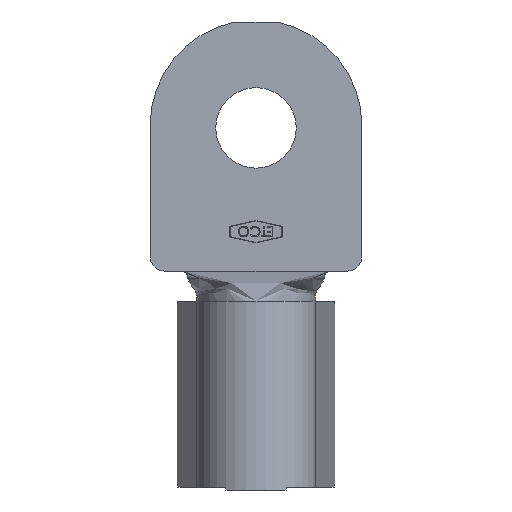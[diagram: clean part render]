
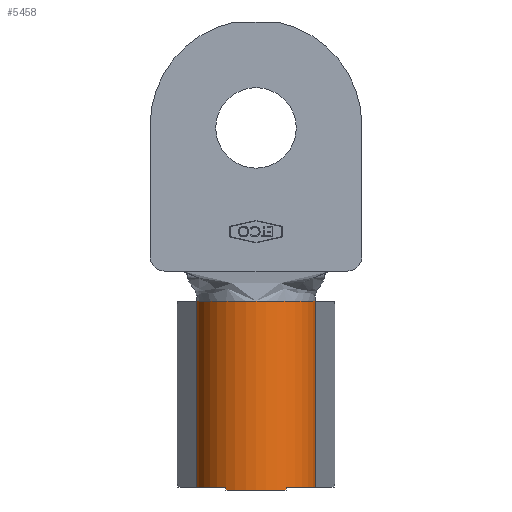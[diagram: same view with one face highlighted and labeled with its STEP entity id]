
A CAD part, front view. The second image highlights one B-rep face of the part: STEP entity #5458.
In plain terms, the highlighted cylindrical face has radius 5.334 mm (diameter 10.668 mm), a partial arc.
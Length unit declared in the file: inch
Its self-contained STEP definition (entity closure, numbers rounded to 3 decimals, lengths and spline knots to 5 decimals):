
#19 = EDGE_CURVE ( 'NONE', #4727, #838, #203, .T. ) ;
#21 = DIRECTION ( 'NONE',  ( 0., 0., 1. ) ) ;
#114 = CIRCLE ( 'NONE', #5031, 0.21 ) ;
#203 = CIRCLE ( 'NONE', #347, 0.21 ) ;
#256 = DIRECTION ( 'NONE',  ( 0., 0., 1. ) ) ;
#294 = DIRECTION ( 'NONE',  ( 0., 0., -1. ) ) ;
#325 = ORIENTED_EDGE ( 'NONE', *, *, #19, .F. ) ;
#346 = CARTESIAN_POINT ( 'NONE',  ( -0.20686, -0.03617, 0. ) ) ;
#347 = AXIS2_PLACEMENT_3D ( 'NONE', #3330, #3270, #3237 ) ;
#447 = LINE ( 'NONE', #4806, #3150 ) ;
#459 = ORIENTED_EDGE ( 'NONE', *, *, #3730, .F. ) ;
#464 = ORIENTED_EDGE ( 'NONE', *, *, #2466, .T. ) ;
#486 = VERTEX_POINT ( 'NONE', #4023 ) ;
#499 = CARTESIAN_POINT ( 'NONE',  ( 0., 0., 0.65 ) ) ;
#811 = CIRCLE ( 'NONE', #4717, 0.21 ) ;
#838 = VERTEX_POINT ( 'NONE', #4669 ) ;
#913 = CARTESIAN_POINT ( 'NONE',  ( 0.20686, -0.03617, 0.65 ) ) ;
#1044 = DIRECTION ( 'NONE',  ( 1., 0., 0. ) ) ;
#1373 = CARTESIAN_POINT ( 'NONE',  ( 0.20686, -0.03617, 0.65 ) ) ;
#1995 = EDGE_CURVE ( 'NONE', #5587, #5752, #447, .T. ) ;
#2081 = DIRECTION ( 'NONE',  ( 0., 0., 1. ) ) ;
#2406 = LINE ( 'NONE', #1373, #6203 ) ;
#2466 = EDGE_CURVE ( 'NONE', #4727, #486, #6537, .T. ) ;
#2559 = CARTESIAN_POINT ( 'NONE',  ( -0.105, -0.18187, 0. ) ) ;
#2581 = VECTOR ( 'NONE', #2081, 39.37008 ) ;
#2806 = DIRECTION ( 'NONE',  ( -1., 0., 0. ) ) ;
#2835 = AXIS2_PLACEMENT_3D ( 'NONE', #2875, #5965, #2806 ) ;
#2875 = CARTESIAN_POINT ( 'NONE',  ( 0., 0., 0.65 ) ) ;
#3091 = ORIENTED_EDGE ( 'NONE', *, *, #4970, .T. ) ;
#3150 = VECTOR ( 'NONE', #5307, 39.37008 ) ;
#3237 = DIRECTION ( 'NONE',  ( -1., 0., 0. ) ) ;
#3270 = DIRECTION ( 'NONE',  ( 0., 0., -1. ) ) ;
#3272 = CARTESIAN_POINT ( 'NONE',  ( 0., 0., 0. ) ) ;
#3330 = CARTESIAN_POINT ( 'NONE',  ( 0., 0., -0.01 ) ) ;
#3412 = VECTOR ( 'NONE', #5124, 39.37008 ) ;
#3492 = CARTESIAN_POINT ( 'NONE',  ( 0., 0., 0. ) ) ;
#3572 = FACE_OUTER_BOUND ( 'NONE', #5678, .T. ) ;
#3582 = LINE ( 'NONE', #4599, #3412 ) ;
#3599 = ORIENTED_EDGE ( 'NONE', *, *, #1995, .T. ) ;
#3700 = ORIENTED_EDGE ( 'NONE', *, *, #4016, .T. ) ;
#3730 = EDGE_CURVE ( 'NONE', #4455, #5270, #2406, .T. ) ;
#3741 = ORIENTED_EDGE ( 'NONE', *, *, #5299, .F. ) ;
#3771 = ORIENTED_EDGE ( 'NONE', *, *, #4910, .F. ) ;
#3798 = DIRECTION ( 'NONE',  ( 1., 0., 0. ) ) ;
#4014 = DIRECTION ( 'NONE',  ( 1., 0., 0. ) ) ;
#4016 = EDGE_CURVE ( 'NONE', #5752, #5098, #811, .T. ) ;
#4023 = CARTESIAN_POINT ( 'NONE',  ( 0.105, -0.18187, 0. ) ) ;
#4191 = CARTESIAN_POINT ( 'NONE',  ( 0.20686, -0.03617, 0. ) ) ;
#4240 = DIRECTION ( 'NONE',  ( 0., 0., 1. ) ) ;
#4337 = CARTESIAN_POINT ( 'NONE',  ( 0.105, -0.18187, -0.01 ) ) ;
#4455 = VERTEX_POINT ( 'NONE', #913 ) ;
#4599 = CARTESIAN_POINT ( 'NONE',  ( -0.105, -0.18187, -0.01 ) ) ;
#4669 = CARTESIAN_POINT ( 'NONE',  ( -0.105, -0.18187, -0.01 ) ) ;
#4717 = AXIS2_PLACEMENT_3D ( 'NONE', #3492, #256, #4014 ) ;
#4727 = VERTEX_POINT ( 'NONE', #4337 ) ;
#4765 = CYLINDRICAL_SURFACE ( 'NONE', #2835, 0.21 ) ;
#4806 = CARTESIAN_POINT ( 'NONE',  ( -0.20686, -0.03617, 0.65 ) ) ;
#4910 = EDGE_CURVE ( 'NONE', #838, #5098, #3582, .T. ) ;
#4970 = EDGE_CURVE ( 'NONE', #486, #5270, #5836, .T. ) ;
#5031 = AXIS2_PLACEMENT_3D ( 'NONE', #499, #4240, #1044 ) ;
#5098 = VERTEX_POINT ( 'NONE', #2559 ) ;
#5124 = DIRECTION ( 'NONE',  ( 0., 0., 1. ) ) ;
#5270 = VERTEX_POINT ( 'NONE', #4191 ) ;
#5299 = EDGE_CURVE ( 'NONE', #5587, #4455, #114, .T. ) ;
#5307 = DIRECTION ( 'NONE',  ( 0., 0., -1. ) ) ;
#5458 = ADVANCED_FACE ( 'NONE', ( #3572 ), #4765, .T. ) ;
#5528 = CARTESIAN_POINT ( 'NONE',  ( -0.20686, -0.03617, 0.65 ) ) ;
#5587 = VERTEX_POINT ( 'NONE', #5528 ) ;
#5678 = EDGE_LOOP ( 'NONE', ( #3700, #3771, #325, #464, #3091, #459, #3741, #3599 ) ) ;
#5713 = CARTESIAN_POINT ( 'NONE',  ( 0.105, -0.18187, -0.01 ) ) ;
#5752 = VERTEX_POINT ( 'NONE', #346 ) ;
#5836 = CIRCLE ( 'NONE', #6201, 0.21 ) ;
#5965 = DIRECTION ( 'NONE',  ( 0., 0., -1. ) ) ;
#6201 = AXIS2_PLACEMENT_3D ( 'NONE', #3272, #21, #3798 ) ;
#6203 = VECTOR ( 'NONE', #294, 39.37008 ) ;
#6537 = LINE ( 'NONE', #5713, #2581 ) ;
